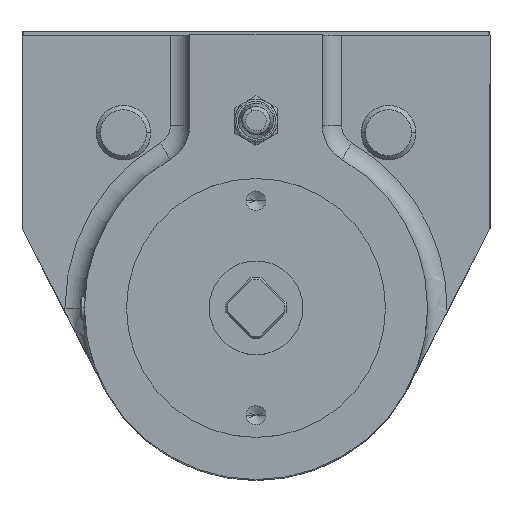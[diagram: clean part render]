
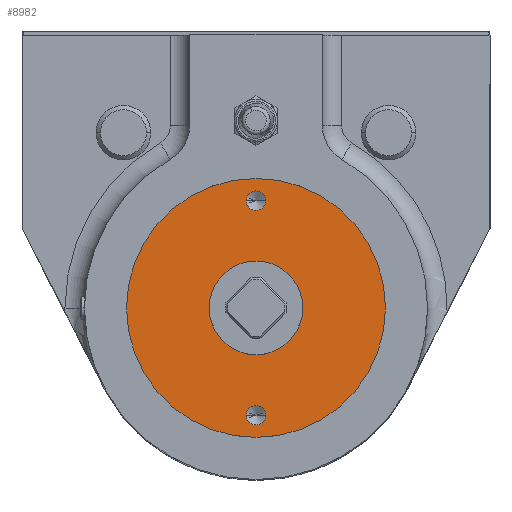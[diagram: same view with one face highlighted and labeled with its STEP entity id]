
A CAD part, top view. The second image highlights one B-rep face of the part: STEP entity #8982.
In plain terms, the highlighted planar face has unit normal (0, 0, 1).
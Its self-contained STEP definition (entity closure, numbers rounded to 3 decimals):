
#100 = CIRCLE ( 'NONE', #5247, 33.2 ) ;
#390 = FACE_BOUND ( 'NONE', #3625, .T. ) ;
#408 = DIRECTION ( 'NONE',  ( 0., 0., 1. ) ) ;
#496 = ORIENTED_EDGE ( 'NONE', *, *, #9256, .T. ) ;
#519 = VERTEX_POINT ( 'NONE', #8428 ) ;
#568 = EDGE_CURVE ( 'NONE', #5845, #2290, #7281, .T. ) ;
#676 = CIRCLE ( 'NONE', #2957, 12. ) ;
#684 = EDGE_LOOP ( 'NONE', ( #9494, #496 ) ) ;
#690 = PLANE ( 'NONE',  #10461 ) ;
#802 = FACE_OUTER_BOUND ( 'NONE', #684, .T. ) ;
#868 = CIRCLE ( 'NONE', #10427, 2.5 ) ;
#999 = ORIENTED_EDGE ( 'NONE', *, *, #5758, .F. ) ;
#1043 = CARTESIAN_POINT ( 'NONE',  ( -33.2, 0., 143.499 ) ) ;
#1064 = DIRECTION ( 'NONE',  ( 0., 0., 1. ) ) ;
#2209 = CIRCLE ( 'NONE', #9681, 12. ) ;
#2290 = VERTEX_POINT ( 'NONE', #2425 ) ;
#2326 = DIRECTION ( 'NONE',  ( 1., 0., 0. ) ) ;
#2425 = CARTESIAN_POINT ( 'NONE',  ( 2.5, -27.5, 143.499 ) ) ;
#2443 = DIRECTION ( 'NONE',  ( 1., 0., 0. ) ) ;
#2694 = AXIS2_PLACEMENT_3D ( 'NONE', #8848, #9631, #2326 ) ;
#2709 = CARTESIAN_POINT ( 'NONE',  ( 0., 34., 143.499 ) ) ;
#2791 = DIRECTION ( 'NONE',  ( 0., 1., 0. ) ) ;
#2957 = AXIS2_PLACEMENT_3D ( 'NONE', #10132, #6716, #3823 ) ;
#3436 = CARTESIAN_POINT ( 'NONE',  ( 0., 27.5, 143.499 ) ) ;
#3625 = EDGE_LOOP ( 'NONE', ( #4370, #11481 ) ) ;
#3676 = CARTESIAN_POINT ( 'NONE',  ( 0., 0., 143.499 ) ) ;
#3745 = CIRCLE ( 'NONE', #10470, 33.2 ) ;
#3807 = CARTESIAN_POINT ( 'NONE',  ( -2.5, -27.5, 143.499 ) ) ;
#3823 = DIRECTION ( 'NONE',  ( 0., 1., 0. ) ) ;
#4315 = DIRECTION ( 'NONE',  ( 0., 0., -1. ) ) ;
#4370 = ORIENTED_EDGE ( 'NONE', *, *, #5380, .F. ) ;
#4959 = CIRCLE ( 'NONE', #8035, 2.5 ) ;
#5208 = ORIENTED_EDGE ( 'NONE', *, *, #568, .F. ) ;
#5247 = AXIS2_PLACEMENT_3D ( 'NONE', #11185, #1064, #9260 ) ;
#5380 = EDGE_CURVE ( 'NONE', #7995, #11425, #676, .T. ) ;
#5422 = CARTESIAN_POINT ( 'NONE',  ( 12., 0., 143.499 ) ) ;
#5632 = CARTESIAN_POINT ( 'NONE',  ( 0., 0., 143.499 ) ) ;
#5758 = EDGE_CURVE ( 'NONE', #519, #5818, #868, .T. ) ;
#5818 = VERTEX_POINT ( 'NONE', #9214 ) ;
#5845 = VERTEX_POINT ( 'NONE', #3807 ) ;
#5973 = EDGE_CURVE ( 'NONE', #9507, #9135, #100, .T. ) ;
#6063 = AXIS2_PLACEMENT_3D ( 'NONE', #3436, #8844, #2443 ) ;
#6065 = EDGE_CURVE ( 'NONE', #11425, #7995, #2209, .T. ) ;
#6716 = DIRECTION ( 'NONE',  ( 0., 0., 1. ) ) ;
#6981 = FACE_BOUND ( 'NONE', #11713, .T. ) ;
#7281 = CIRCLE ( 'NONE', #2694, 2.5 ) ;
#7308 = EDGE_CURVE ( 'NONE', #5818, #519, #9303, .T. ) ;
#7355 = DIRECTION ( 'NONE',  ( 1., 0., 0. ) ) ;
#7995 = VERTEX_POINT ( 'NONE', #8531 ) ;
#8035 = AXIS2_PLACEMENT_3D ( 'NONE', #10532, #408, #8676 ) ;
#8416 = CARTESIAN_POINT ( 'NONE',  ( 33.2, 0., 143.499 ) ) ;
#8428 = CARTESIAN_POINT ( 'NONE',  ( 2.5, 27.5, 143.499 ) ) ;
#8523 = DIRECTION ( 'NONE',  ( 0., 0., 1. ) ) ;
#8531 = CARTESIAN_POINT ( 'NONE',  ( -12., 0., 143.499 ) ) ;
#8676 = DIRECTION ( 'NONE',  ( 1., 0., 0. ) ) ;
#8844 = DIRECTION ( 'NONE',  ( 0., 0., 1. ) ) ;
#8848 = CARTESIAN_POINT ( 'NONE',  ( 0., -27.5, 143.499 ) ) ;
#8982 = ADVANCED_FACE ( 'NONE', ( #6981, #9735, #390, #802 ), #690, .F. ) ;
#9135 = VERTEX_POINT ( 'NONE', #1043 ) ;
#9214 = CARTESIAN_POINT ( 'NONE',  ( -2.5, 27.5, 143.499 ) ) ;
#9256 = EDGE_CURVE ( 'NONE', #9135, #9507, #3745, .T. ) ;
#9260 = DIRECTION ( 'NONE',  ( 0., 1., 0. ) ) ;
#9297 = DIRECTION ( 'NONE',  ( 0., 1., 0. ) ) ;
#9303 = CIRCLE ( 'NONE', #6063, 2.5 ) ;
#9369 = ORIENTED_EDGE ( 'NONE', *, *, #7308, .F. ) ;
#9494 = ORIENTED_EDGE ( 'NONE', *, *, #5973, .T. ) ;
#9507 = VERTEX_POINT ( 'NONE', #8416 ) ;
#9631 = DIRECTION ( 'NONE',  ( 0., 0., 1. ) ) ;
#9681 = AXIS2_PLACEMENT_3D ( 'NONE', #3676, #11009, #2791 ) ;
#9735 = FACE_BOUND ( 'NONE', #10690, .T. ) ;
#10054 = CARTESIAN_POINT ( 'NONE',  ( 0., 27.5, 143.499 ) ) ;
#10132 = CARTESIAN_POINT ( 'NONE',  ( 0., 0., 143.499 ) ) ;
#10174 = DIRECTION ( 'NONE',  ( 0., 0., 1. ) ) ;
#10427 = AXIS2_PLACEMENT_3D ( 'NONE', #10054, #10174, #7355 ) ;
#10461 = AXIS2_PLACEMENT_3D ( 'NONE', #2709, #4315, #10926 ) ;
#10470 = AXIS2_PLACEMENT_3D ( 'NONE', #5632, #8523, #9297 ) ;
#10532 = CARTESIAN_POINT ( 'NONE',  ( 0., -27.5, 143.499 ) ) ;
#10554 = ORIENTED_EDGE ( 'NONE', *, *, #10775, .F. ) ;
#10690 = EDGE_LOOP ( 'NONE', ( #999, #9369 ) ) ;
#10775 = EDGE_CURVE ( 'NONE', #2290, #5845, #4959, .T. ) ;
#10926 = DIRECTION ( 'NONE',  ( -1., 0., 0. ) ) ;
#11009 = DIRECTION ( 'NONE',  ( 0., 0., 1. ) ) ;
#11185 = CARTESIAN_POINT ( 'NONE',  ( 0., 0., 143.499 ) ) ;
#11425 = VERTEX_POINT ( 'NONE', #5422 ) ;
#11481 = ORIENTED_EDGE ( 'NONE', *, *, #6065, .F. ) ;
#11713 = EDGE_LOOP ( 'NONE', ( #10554, #5208 ) ) ;
